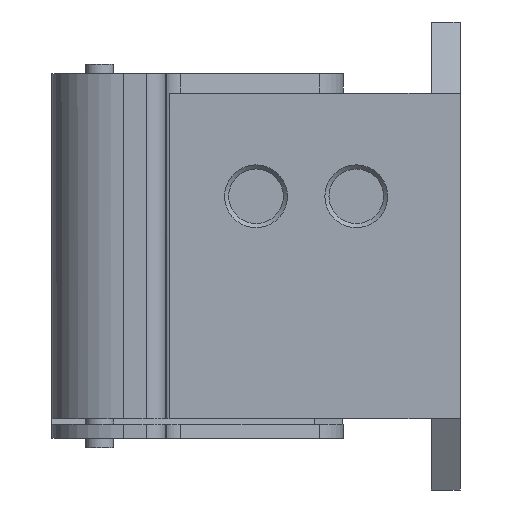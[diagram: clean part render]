
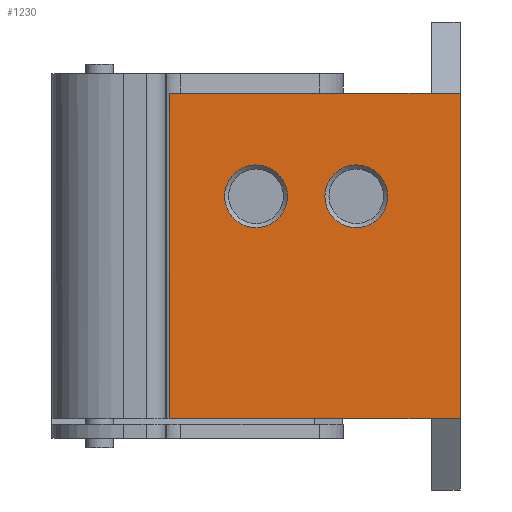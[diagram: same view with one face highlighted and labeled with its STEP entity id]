
A CAD part, left-side view. The second image highlights one B-rep face of the part: STEP entity #1230.
In plain terms, the highlighted planar face has unit normal (-1, 0, 0).
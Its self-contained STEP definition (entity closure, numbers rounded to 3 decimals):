
#48=LINE('',#1768,#169);
#66=LINE('',#1819,#187);
#103=LINE('',#1906,#224);
#128=LINE('',#2002,#249);
#169=VECTOR('',#1404,1000.);
#187=VECTOR('',#1438,1000.);
#224=VECTOR('',#1509,1000.);
#249=VECTOR('',#1628,1000.);
#498=ORIENTED_EDGE('',*,*,#746,.T.);
#499=ORIENTED_EDGE('',*,*,#747,.T.);
#500=ORIENTED_EDGE('',*,*,#633,.T.);
#501=ORIENTED_EDGE('',*,*,#748,.F.);
#502=ORIENTED_EDGE('',*,*,#658,.F.);
#503=ORIENTED_EDGE('',*,*,#700,.T.);
#633=EDGE_CURVE('',#805,#804,#48,.T.);
#658=EDGE_CURVE('',#829,#817,#66,.T.);
#700=EDGE_CURVE('',#829,#805,#103,.T.);
#746=EDGE_CURVE('',#885,#885,#955,.T.);
#747=EDGE_CURVE('',#886,#886,#956,.T.);
#748=EDGE_CURVE('',#817,#804,#128,.T.);
#804=VERTEX_POINT('',#1767);
#805=VERTEX_POINT('',#1769);
#817=VERTEX_POINT('',#1795);
#829=VERTEX_POINT('',#1818);
#885=VERTEX_POINT('',#1999);
#886=VERTEX_POINT('',#2001);
#955=CIRCLE('',#1348,6.578);
#956=CIRCLE('',#1349,6.579);
#1015=EDGE_LOOP('',(#498));
#1016=EDGE_LOOP('',(#499));
#1017=EDGE_LOOP('',(#500,#501,#502,#503));
#1104=FACE_BOUND('',#1015,.T.);
#1105=FACE_BOUND('',#1016,.T.);
#1106=FACE_BOUND('',#1017,.T.);
#1171=PLANE('',#1347);
#1230=ADVANCED_FACE('',(#1104,#1105,#1106),#1171,.F.);
#1347=AXIS2_PLACEMENT_3D('',#1997,#1622,#1623);
#1348=AXIS2_PLACEMENT_3D('',#1998,#1624,#1625);
#1349=AXIS2_PLACEMENT_3D('',#2000,#1626,#1627);
#1404=DIRECTION('',(0.,-1.,0.));
#1438=DIRECTION('',(0.,-1.,0.));
#1509=DIRECTION('',(0.,0.,-1.));
#1622=DIRECTION('',(1.,0.,0.));
#1623=DIRECTION('',(0.,0.,-1.));
#1624=DIRECTION('',(1.,0.,0.));
#1625=DIRECTION('',(0.,0.,-1.));
#1626=DIRECTION('',(1.,0.,0.));
#1627=DIRECTION('',(0.,0.,-1.));
#1628=DIRECTION('',(0.,0.,-1.));
#1767=CARTESIAN_POINT('',(11.,0.,-34.1));
#1768=CARTESIAN_POINT('',(11.,60.907,-34.1));
#1769=CARTESIAN_POINT('',(11.,60.907,-34.1));
#1795=CARTESIAN_POINT('',(11.,0.,34.1));
#1818=CARTESIAN_POINT('',(11.,60.907,34.1));
#1819=CARTESIAN_POINT('',(11.,60.907,34.1));
#1906=CARTESIAN_POINT('',(11.,60.907,34.1));
#1997=CARTESIAN_POINT('',(11.,60.907,34.1));
#1998=CARTESIAN_POINT('',(11.,42.75,12.5));
#1999=CARTESIAN_POINT('',(11.,42.75,5.922));
#2000=CARTESIAN_POINT('',(11.,21.75,12.5));
#2001=CARTESIAN_POINT('',(11.,21.75,5.922));
#2002=CARTESIAN_POINT('',(11.,0.,34.1));
